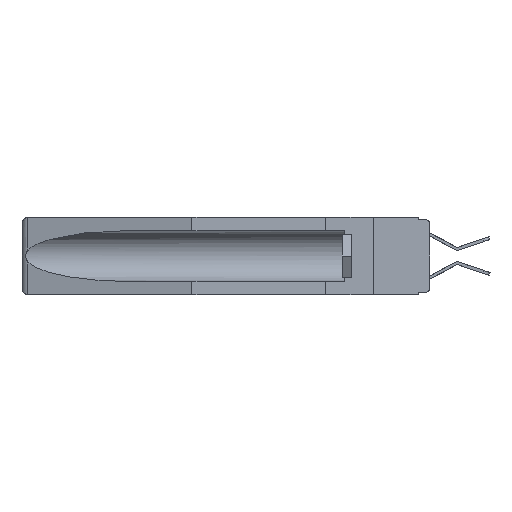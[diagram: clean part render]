
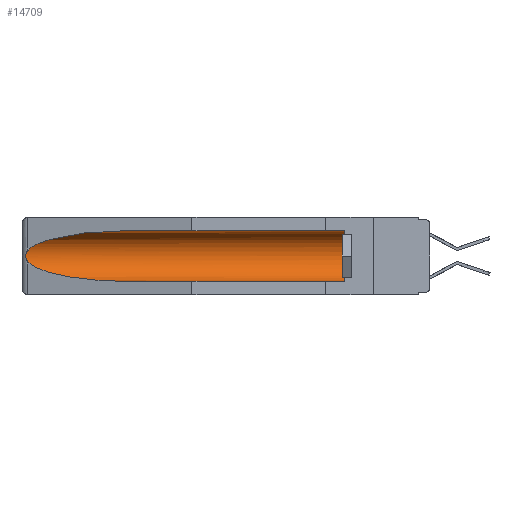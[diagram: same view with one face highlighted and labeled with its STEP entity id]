
A CAD part, left-side view. The second image highlights one B-rep face of the part: STEP entity #14709.
In plain terms, the highlighted cylindrical face has radius 2.857 mm (diameter 5.715 mm), a partial arc.
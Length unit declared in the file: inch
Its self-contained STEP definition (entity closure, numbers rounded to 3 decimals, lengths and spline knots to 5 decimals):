
#30 = CARTESIAN_POINT ( 'NONE',  ( 0.26537, 1.52718, -0.14972 ) ) ;
#537 = ORIENTED_EDGE ( 'NONE', *, *, #16942, .T. ) ;
#784 = VERTEX_POINT ( 'NONE', #14926 ) ;
#1221 = CARTESIAN_POINT ( 'NONE',  ( 0.155, 0.126, -0.059 ) ) ;
#1420 = CARTESIAN_POINT ( 'NONE',  ( 0.155, 1.07973, -0.284 ) ) ;
#1580 = CARTESIAN_POINT ( 'NONE',  ( 0.21114, 1.30732, -0.284 ) ) ;
#2305 = ORIENTED_EDGE ( 'NONE', *, *, #19483, .T. ) ;
#2485 = CARTESIAN_POINT ( 'NONE',  ( 0.2675, 1.53308, -0.17534 ) ) ;
#2770 = CARTESIAN_POINT ( 'NONE',  ( 0.26597, 1.5296, -0.19026 ) ) ;
#2845 = CARTESIAN_POINT ( 'NONE',  ( 0.26537, 1.52718, -0.14972 ) ) ;
#3051 = AXIS2_PLACEMENT_3D ( 'NONE', #3302, #15448, #17147 ) ;
#3302 = CARTESIAN_POINT ( 'NONE',  ( 0.155, 0.126, -0.1715 ) ) ;
#4614 = VERTEX_POINT ( 'NONE', #11638 ) ;
#4972 = DIRECTION ( 'NONE',  ( 0., 1., 0. ) ) ;
#5485 = DIRECTION ( 'NONE',  ( 0., 1., 0. ) ) ;
#5738 = CARTESIAN_POINT ( 'NONE',  ( 0.26655, 1.53094, -0.18657 ) ) ;
#5842 = CARTESIAN_POINT ( 'NONE',  ( 0.26597, 1.52961, -0.15275 ) ) ;
#6690 = EDGE_CURVE ( 'NONE', #15510, #19126, #13294, .T. ) ;
#6860 = ORIENTED_EDGE ( 'NONE', *, *, #14488, .T. ) ;
#7834 = DIRECTION ( 'NONE',  ( 0., 0., 1. ) ) ;
#7936 = FACE_OUTER_BOUND ( 'NONE', #9374, .T. ) ;
#8243 = EDGE_CURVE ( 'NONE', #15510, #11452, #8726, .T. ) ;
#8502 = CARTESIAN_POINT ( 'NONE',  ( 0.2673, 1.53269, -0.17917 ) ) ;
#8726 = CIRCLE ( 'NONE', #3051, 0.1125 ) ;
#9374 = EDGE_LOOP ( 'NONE', ( #537, #2305, #17862, #16693, #12994, #6860 ) ) ;
#9782 = DIRECTION ( 'NONE',  ( 0., 1., 0. ) ) ;
#9895 =( BOUNDED_CURVE ( )  B_SPLINE_CURVE ( 3, ( #18650, #18293, #1580, #13703 ),
 .UNSPECIFIED., .F., .F. ) 
 B_SPLINE_CURVE_WITH_KNOTS ( ( 4, 4 ),
 ( 0.1948, 1.5708 ),
 .UNSPECIFIED. ) 
 CURVE ( )  GEOMETRIC_REPRESENTATION_ITEM ( )  RATIONAL_B_SPLINE_CURVE ( ( 1., 0.848, 0.848, 1. ) ) 
 REPRESENTATION_ITEM ( '' )  );
#10025 = AXIS2_PLACEMENT_3D ( 'NONE', #15722, #4972, #7834 ) ;
#11452 = VERTEX_POINT ( 'NONE', #1221 ) ;
#11638 = CARTESIAN_POINT ( 'NONE',  ( 0.155, 1.07973, -0.059 ) ) ;
#11903 = CARTESIAN_POINT ( 'NONE',  ( 0.26654, 1.53092, -0.15636 ) ) ;
#12572 = VECTOR ( 'NONE', #5485, 39.37008 ) ;
#12994 = ORIENTED_EDGE ( 'NONE', *, *, #8243, .T. ) ;
#13056 = LINE ( 'NONE', #19245, #12572 ) ;
#13111 = CARTESIAN_POINT ( 'NONE',  ( 0.26537, 1.52718, -0.19328 ) ) ;
#13214 = CARTESIAN_POINT ( 'NONE',  ( 0.26537, 1.52718, -0.14972 ) ) ;
#13294 = LINE ( 'NONE', #19289, #16900 ) ;
#13703 = CARTESIAN_POINT ( 'NONE',  ( 0.155, 1.07973, -0.284 ) ) ;
#14039 = B_SPLINE_CURVE_WITH_KNOTS ( 'NONE', 3,
 ( #13214, #5842, #11903, #18002, #14620, #2485, #8502, #5738, #2770, #13111 ),
 .UNSPECIFIED., .F., .F.,
 ( 4, 2, 2, 2, 4 ),
 ( 0., 0.00029, 0.00058, 0.00087, 0.00117 ),
 .UNSPECIFIED. ) ;
#14488 = EDGE_CURVE ( 'NONE', #11452, #4614, #13056, .T. ) ;
#14620 = CARTESIAN_POINT ( 'NONE',  ( 0.2675, 1.53308, -0.16763 ) ) ;
#14709 = ADVANCED_FACE ( 'NONE', ( #7936 ), #17130, .F. ) ;
#14791 = CARTESIAN_POINT ( 'NONE',  ( 0.155, 1.07973, -0.059 ) ) ;
#14926 = CARTESIAN_POINT ( 'NONE',  ( 0.26537, 1.52718, -0.19328 ) ) ;
#15448 = DIRECTION ( 'NONE',  ( 0., -1., 0. ) ) ;
#15510 = VERTEX_POINT ( 'NONE', #15897 ) ;
#15722 = CARTESIAN_POINT ( 'NONE',  ( 0.155, -0.30754, -0.1715 ) ) ;
#15897 = CARTESIAN_POINT ( 'NONE',  ( 0.155, 0.126, -0.284 ) ) ;
#16693 = ORIENTED_EDGE ( 'NONE', *, *, #6690, .F. ) ;
#16900 = VECTOR ( 'NONE', #9782, 39.37008 ) ;
#16942 = EDGE_CURVE ( 'NONE', #4614, #18747, #18075, .T. ) ;
#17130 = CYLINDRICAL_SURFACE ( 'NONE', #10025, 0.1125 ) ;
#17147 = DIRECTION ( 'NONE',  ( 0., 0., 1. ) ) ;
#17862 = ORIENTED_EDGE ( 'NONE', *, *, #18421, .T. ) ;
#17974 = CARTESIAN_POINT ( 'NONE',  ( 0.25451, 1.48313, -0.09465 ) ) ;
#18002 = CARTESIAN_POINT ( 'NONE',  ( 0.2673, 1.5327, -0.16383 ) ) ;
#18075 =( BOUNDED_CURVE ( )  B_SPLINE_CURVE ( 3, ( #14791, #19471, #17974, #2845 ),
 .UNSPECIFIED., .F., .F. ) 
 B_SPLINE_CURVE_WITH_KNOTS ( ( 4, 4 ),
 ( 4.71239, 6.08839 ),
 .UNSPECIFIED. ) 
 CURVE ( )  GEOMETRIC_REPRESENTATION_ITEM ( )  RATIONAL_B_SPLINE_CURVE ( ( 1., 0.848, 0.848, 1. ) ) 
 REPRESENTATION_ITEM ( '' )  );
#18293 = CARTESIAN_POINT ( 'NONE',  ( 0.25451, 1.48313, -0.24835 ) ) ;
#18421 = EDGE_CURVE ( 'NONE', #784, #19126, #9895, .T. ) ;
#18650 = CARTESIAN_POINT ( 'NONE',  ( 0.26537, 1.52718, -0.19328 ) ) ;
#18747 = VERTEX_POINT ( 'NONE', #30 ) ;
#19126 = VERTEX_POINT ( 'NONE', #1420 ) ;
#19245 = CARTESIAN_POINT ( 'NONE',  ( 0.155, -0.30754, -0.059 ) ) ;
#19289 = CARTESIAN_POINT ( 'NONE',  ( 0.155, -0.30754, -0.284 ) ) ;
#19471 = CARTESIAN_POINT ( 'NONE',  ( 0.21114, 1.30732, -0.059 ) ) ;
#19483 = EDGE_CURVE ( 'NONE', #18747, #784, #14039, .T. ) ;
